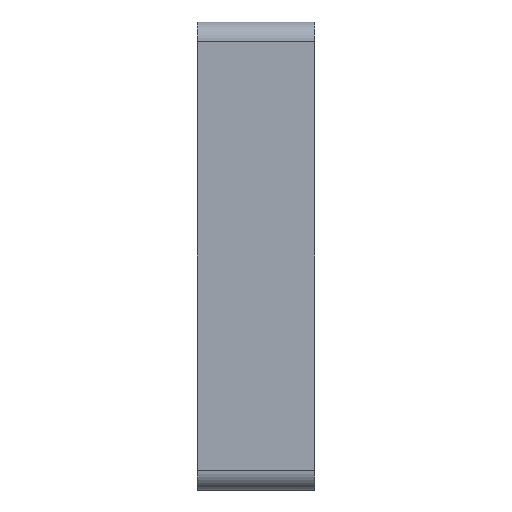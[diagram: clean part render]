
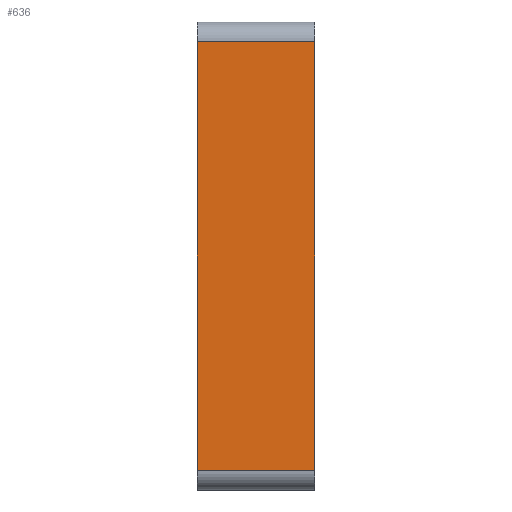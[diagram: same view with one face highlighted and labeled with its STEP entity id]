
A CAD part, left-side view. The second image highlights one B-rep face of the part: STEP entity #636.
In plain terms, the highlighted planar face has unit normal (-1, 0, 0).
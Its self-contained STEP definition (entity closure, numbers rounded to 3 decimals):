
#469=CARTESIAN_POINT('',(-200.75,-3.0,109.0));
#470=VERTEX_POINT('',#469);
#478=CARTESIAN_POINT('',(-200.75,-3.0,-109.0));
#479=VERTEX_POINT('',#478);
#480=CARTESIAN_POINT('',(-200.75,-3.0,109.0));
#481=DIRECTION('',(0.0,0.0,-1.0));
#482=VECTOR('',#481,218.0);
#483=LINE('',#480,#482);
#484=EDGE_CURVE('',#470,#479,#483,.T.);
#586=CARTESIAN_POINT('',(-200.75,57.0,-109.0));
#587=VERTEX_POINT('',#586);
#604=CARTESIAN_POINT('',(-200.75,-3.0,-109.0));
#605=DIRECTION('',(0.0,1.0,0.0));
#606=VECTOR('',#605,60.0);
#607=LINE('',#604,#606);
#608=EDGE_CURVE('',#479,#587,#607,.T.);
#613=CARTESIAN_POINT('',(-200.75,0.0,-119.0));
#614=DIRECTION('',(-1.0,0.0,0.0));
#615=DIRECTION('',(0.0,0.0,1.0));
#616=AXIS2_PLACEMENT_3D('',#613,#614,#615);
#617=PLANE('',#616);
#618=ORIENTED_EDGE('',*,*,#608,.F.);
#619=ORIENTED_EDGE('',*,*,#484,.F.);
#620=CARTESIAN_POINT('',(-200.75,57.0,109.0));
#621=VERTEX_POINT('',#620);
#622=CARTESIAN_POINT('',(-200.75,57.0,109.0));
#623=DIRECTION('',(0.0,-1.0,0.0));
#624=VECTOR('',#623,60.0);
#625=LINE('',#622,#624);
#626=EDGE_CURVE('',#621,#470,#625,.T.);
#627=ORIENTED_EDGE('',*,*,#626,.F.);
#628=CARTESIAN_POINT('',(-200.75,57.0,-109.0));
#629=DIRECTION('',(0.0,0.0,1.0));
#630=VECTOR('',#629,218.0);
#631=LINE('',#628,#630);
#632=EDGE_CURVE('',#587,#621,#631,.T.);
#633=ORIENTED_EDGE('',*,*,#632,.F.);
#634=EDGE_LOOP('',(#618,#619,#627,#633));
#635=FACE_OUTER_BOUND('',#634,.T.);
#636=ADVANCED_FACE('',(#635),#617,.T.);
